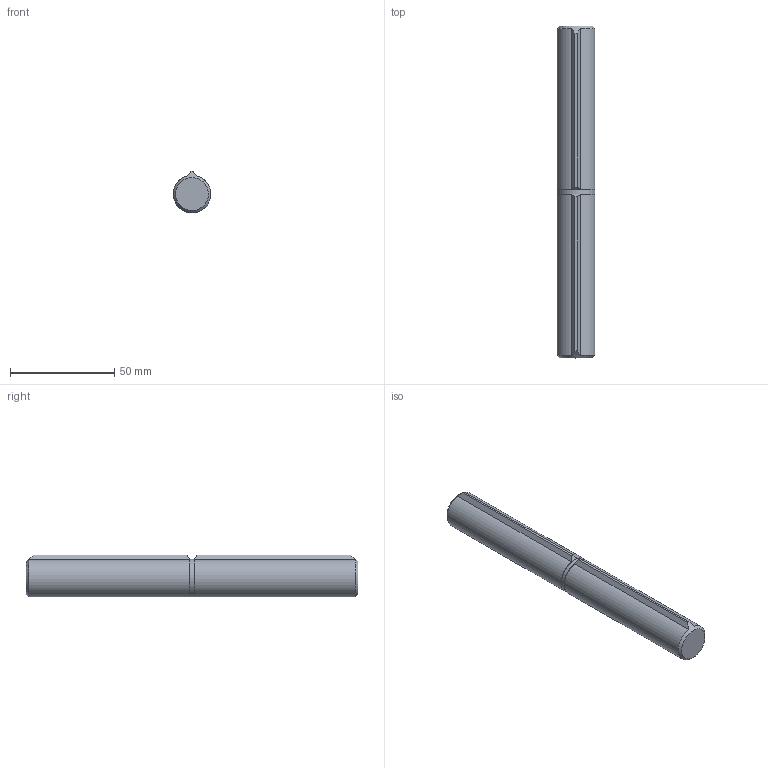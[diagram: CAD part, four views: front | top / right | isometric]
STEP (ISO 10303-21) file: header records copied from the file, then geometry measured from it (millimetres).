
FILE_DESCRIPTION (( 'STEP AP203' ), '1' );
FILE_NAME ('56510-240-160.step', '2022-11-03T12:32:48', ( '' ), ( '' ), 'SwSTEP 2.0', 'SolidWorks 2018', '' );
FILE_SCHEMA (( 'CONFIG_CONTROL_DESIGN' ));
Length unit declared in the file: millimetre
Products named in the file (4): 56510-240 Teil1_56510-240-160 Teil1; 56510-240-160; 56510-240 Teil3_56510-240-160 Teil3; 56510-240 Teil2_56510-240-160 Teil2
Assembly tree (3 placements, depth 2):
  56510-240-160
    56510-240 Teil2_56510-240-160 Teil2
    56510-240 Teil3_56510-240-160 Teil3
    56510-240 Teil1_56510-240-160 Teil1
Bounding box: 18 x 159 x 20 mm (x, y, z)
Volume: 41064.5 mm3; surface area: 12185.1 mm2
Topology: 3 solids, 25 shells, 637 faces, 1660 edges, 1106 vertices
Faces by surface type: plane 355, bspline 270, cone 6, cylinder 6
Full cylindrical faces by diameter (mm): 10 x1, 10.3 x2, 18 x1
Entity records: 33824 total; most frequent: CARTESIAN_POINT 19689, ORIENTED_EDGE 3292, DIRECTION 1858, EDGE_CURVE 1646, VERTEX_POINT 1102, VECTOR 1076, LINE 1076, EDGE_LOOP 700
